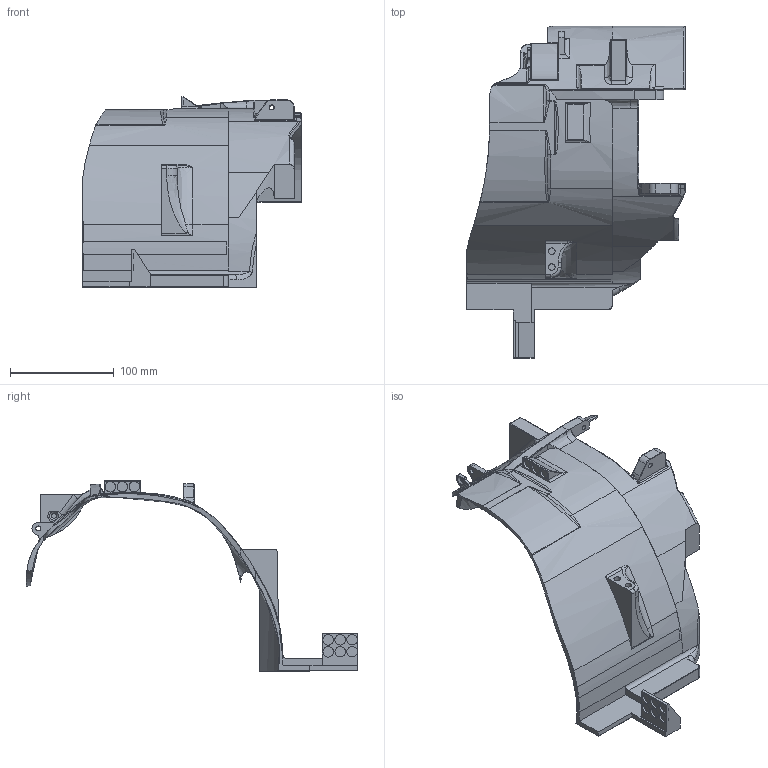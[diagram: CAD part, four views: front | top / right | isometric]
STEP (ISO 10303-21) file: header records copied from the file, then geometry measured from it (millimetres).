
FILE_DESCRIPTION(/* description */ ('Unknown'),/* implementation_level */ '2;1');
FILE_NAME(/* name */ 'Extreme_Kotflügel_richtig_ausschnitt',/* time_stamp */ '2024-05-12T22:08:17+02:00',/* author */ ('Unknown'),/* organization */ ('Unknown'),/* preprocessor_version */ 'ST-DEVELOPER v18.104',/* originating_system */ 'Solid Edge',/* authorisation */ 'Unknown');
FILE_SCHEMA (('AUTOMOTIVE_DESIGN {1 0 10303 214 3 1 1}'));
Length unit declared in the file: millimetre
Products named in the file (1): Extreme_Kotflügel_richtig_ausschnitt
Bounding box: 210.52 x 319.1 x 183.47 mm (x, y, z)
Volume: 385297.1 mm3; surface area: 161738.7 mm2
Topology: 1 solids, 1 shells, 429 faces, 1097 edges, 672 vertices
Faces by surface type: plane 175, bspline 122, cylinder 105, torus 17, sphere 9, cone 1
Full cylindrical faces by diameter (mm): 4.8 x4, 6.4 x5, 10.1 x12
Entity records: 19647 total; most frequent: CARTESIAN_POINT 10818, ORIENTED_EDGE 2110, DIRECTION 1346, EDGE_CURVE 1055, VERTEX_POINT 670, B_SPLINE_CURVE_WITH_KNOTS 540, AXIS2_PLACEMENT_3D 523, EDGE_LOOP 479
